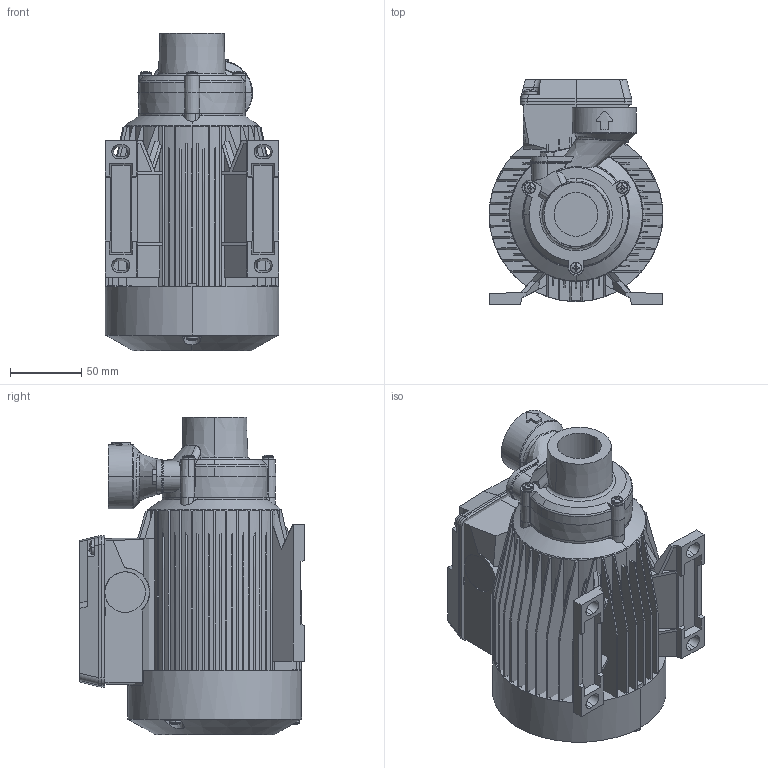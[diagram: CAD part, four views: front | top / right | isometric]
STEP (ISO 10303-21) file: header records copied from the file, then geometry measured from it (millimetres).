
FILE_DESCRIPTION (( 'STEP AP203' ), '1' );
FILE_NAME ('10018479swa00.step', '2023-07-14T13:34:39', ( '' ), ( '' ), 'SwSTEP 2.0', 'SolidWorks 2020', '' );
FILE_SCHEMA (( 'CONFIG_CONTROL_DESIGN' ));
Length unit declared in the file: millimetre
Products named in the file (7): 3.67.121swp08_SEMPLIFICATO; VITE CALOTTA^10018479swa00; CORPO POMPA CTM 60^10018479swa00; 10018479swa00; 10010557swp00_SEMPLIFICATO; VITE COPRIBASETTA^10018479swa00; 3_67_091_REV00_SEMPLIFICATO
Assembly tree (9 placements, depth 2):
  10018479swa00
    CORPO POMPA CTM 60^10018479swa00
    10010557swp00_SEMPLIFICATO
    3_67_091_REV00_SEMPLIFICATO
    3.67.121swp08_SEMPLIFICATO
    VITE COPRIBASETTA^10018479swa00  x2
    VITE CALOTTA^10018479swa00  x3
Bounding box: 122 x 158 x 223 mm (x, y, z)
Volume: 2097334.7 mm3; surface area: 295167.2 mm2
Topology: 9 solids, 9 shells, 1523 faces, 4191 edges, 2758 vertices
Faces by surface type: plane 974, cylinder 236, torus 129, cone 103, bspline 79, sphere 2
Entity records: 64733 total; most frequent: CARTESIAN_POINT 28446, ORIENTED_EDGE 7988, DIRECTION 6563, EDGE_CURVE 3994, VERTEX_POINT 2620, VECTOR 2423, LINE 2423, AXIS2_PLACEMENT_3D 2070
